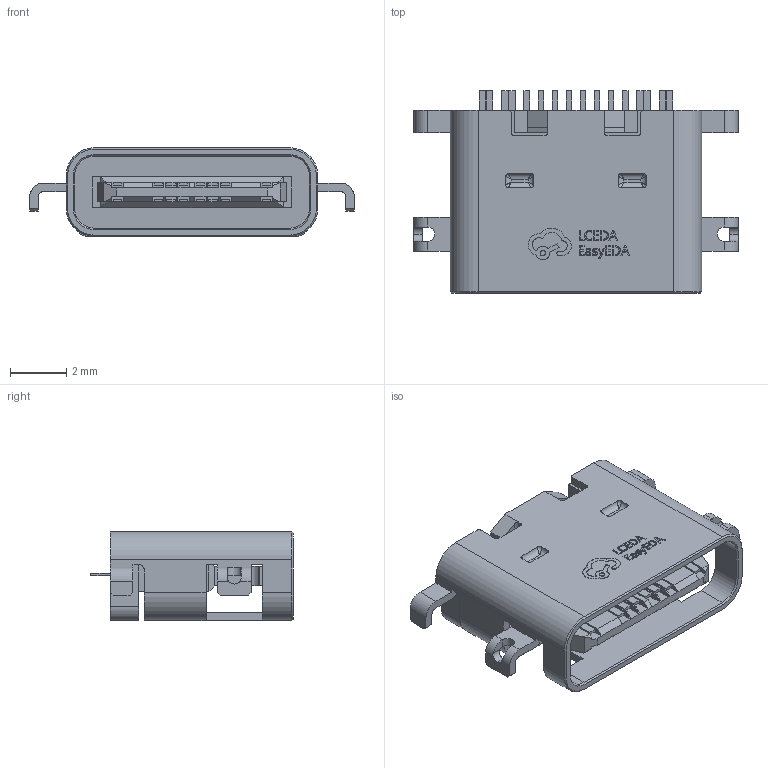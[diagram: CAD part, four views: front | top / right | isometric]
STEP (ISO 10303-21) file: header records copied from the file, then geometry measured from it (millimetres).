
FILE_DESCRIPTION (( 'STEP AP214' ), '1' );
FILE_NAME ('USB-C-SMD_HC-TYPE-C-16P-CB1.6.STEP', '2022-08-27T13:02:30', ( '' ), ( '' ), 'SwSTEP 2.0', 'SolidWorks 2020', '' );
FILE_SCHEMA (( 'AUTOMOTIVE_DESIGN' ));
Length unit declared in the file: millimetre
Products named in the file (1): USB-C-SMD_HC-TYPE-C-16P-CB1.6
Bounding box: 11.54 x 7.2 x 3.17 mm (x, y, z)
Volume: 88.1 mm3; surface area: 475.1 mm2
Topology: 29 solids, 29 shells, 778 faces, 2011 edges, 1290 vertices
Faces by surface type: plane 569, bspline 114, cylinder 87, cone 8
Entity records: 32853 total; most frequent: CARTESIAN_POINT 5884, ORIENTED_EDGE 3990, DIRECTION 3239, EDGE_CURVE 1995, VECTOR 1589, LINE 1589, VERTEX_POINT 1290, AXIS2_PLACEMENT_3D 825
